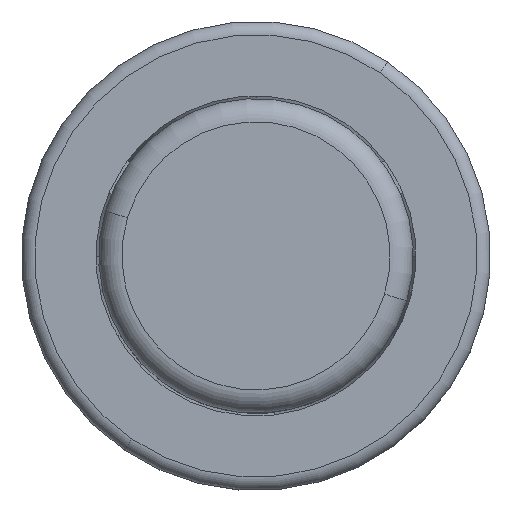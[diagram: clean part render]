
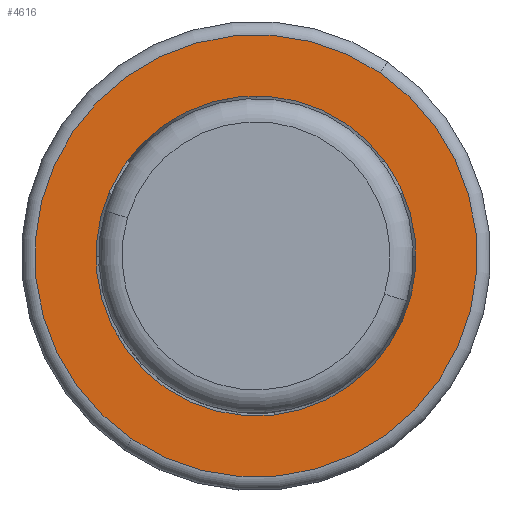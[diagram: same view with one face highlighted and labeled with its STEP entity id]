
A CAD part, top view. The second image highlights one B-rep face of the part: STEP entity #4616.
In plain terms, the highlighted face is planar.
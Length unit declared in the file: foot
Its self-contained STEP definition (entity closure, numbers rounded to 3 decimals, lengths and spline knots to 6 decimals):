
#101 = FACE_OUTER_BOUND ( 'NONE', #4118, .T. ) ;
#254 = EDGE_LOOP ( 'NONE', ( #1865, #4255 ) ) ;
#272 = CIRCLE ( 'NONE', #1990, 0.017917 ) ;
#284 = VERTEX_POINT ( 'NONE', #2912 ) ;
#330 = DIRECTION ( 'NONE',  ( 0., 0., -1. ) ) ;
#660 = ORIENTED_EDGE ( 'NONE', *, *, #3719, .F. ) ;
#934 = ORIENTED_EDGE ( 'NONE', *, *, #5583, .F. ) ;
#1223 = CARTESIAN_POINT ( 'NONE',  ( 0., 0.008, 0. ) ) ;
#1468 = DIRECTION ( 'NONE',  ( 0., 0., 1. ) ) ;
#1661 = FACE_BOUND ( 'NONE', #254, .T. ) ;
#1699 = DIRECTION ( 'NONE',  ( 0., 1., 0. ) ) ;
#1865 = ORIENTED_EDGE ( 'NONE', *, *, #7602, .T. ) ;
#1990 = AXIS2_PLACEMENT_3D ( 'NONE', #6710, #3192, #7320 ) ;
#2563 = DIRECTION ( 'NONE',  ( 0., -1., 0. ) ) ;
#2744 = PLANE ( 'NONE',  #6556 ) ;
#2883 = CARTESIAN_POINT ( 'NONE',  ( 0., 0.008, -0.02475 ) ) ;
#2912 = CARTESIAN_POINT ( 'NONE',  ( 0., 0.008, 0.017917 ) ) ;
#3192 = DIRECTION ( 'NONE',  ( 0., -1., 0. ) ) ;
#3508 = CIRCLE ( 'NONE', #6003, 0.017917 ) ;
#3719 = EDGE_CURVE ( 'NONE', #5837, #6358, #6801, .T. ) ;
#3815 = CIRCLE ( 'NONE', #6369, 0.02475 ) ;
#3818 = DIRECTION ( 'NONE',  ( 0., -1., 0. ) ) ;
#3966 = AXIS2_PLACEMENT_3D ( 'NONE', #1223, #4723, #5362 ) ;
#4118 = EDGE_LOOP ( 'NONE', ( #934, #660 ) ) ;
#4255 = ORIENTED_EDGE ( 'NONE', *, *, #6109, .T. ) ;
#4616 = ADVANCED_FACE ( 'NONE', ( #1661, #101 ), #2744, .T. ) ;
#4723 = DIRECTION ( 'NONE',  ( 0., -1., 0. ) ) ;
#5362 = DIRECTION ( 'NONE',  ( 0., 0., -1. ) ) ;
#5583 = EDGE_CURVE ( 'NONE', #6358, #5837, #3815, .T. ) ;
#5837 = VERTEX_POINT ( 'NONE', #7598 ) ;
#6003 = AXIS2_PLACEMENT_3D ( 'NONE', #6102, #2563, #6687 ) ;
#6102 = CARTESIAN_POINT ( 'NONE',  ( 0., 0.008, 0. ) ) ;
#6109 = EDGE_CURVE ( 'NONE', #284, #6851, #272, .T. ) ;
#6316 = CARTESIAN_POINT ( 'NONE',  ( 0., 0.008, -0.017917 ) ) ;
#6358 = VERTEX_POINT ( 'NONE', #2883 ) ;
#6369 = AXIS2_PLACEMENT_3D ( 'NONE', #7377, #3818, #330 ) ;
#6556 = AXIS2_PLACEMENT_3D ( 'NONE', #6820, #1699, #1468 ) ;
#6687 = DIRECTION ( 'NONE',  ( 0., 0., -1. ) ) ;
#6710 = CARTESIAN_POINT ( 'NONE',  ( 0., 0.008, 0. ) ) ;
#6801 = CIRCLE ( 'NONE', #3966, 0.02475 ) ;
#6820 = CARTESIAN_POINT ( 'NONE',  ( 0.017917, 0.008, 0. ) ) ;
#6851 = VERTEX_POINT ( 'NONE', #6316 ) ;
#7320 = DIRECTION ( 'NONE',  ( 0., 0., -1. ) ) ;
#7377 = CARTESIAN_POINT ( 'NONE',  ( 0., 0.008, 0. ) ) ;
#7598 = CARTESIAN_POINT ( 'NONE',  ( 0., 0.008, 0.02475 ) ) ;
#7602 = EDGE_CURVE ( 'NONE', #6851, #284, #3508, .T. ) ;
